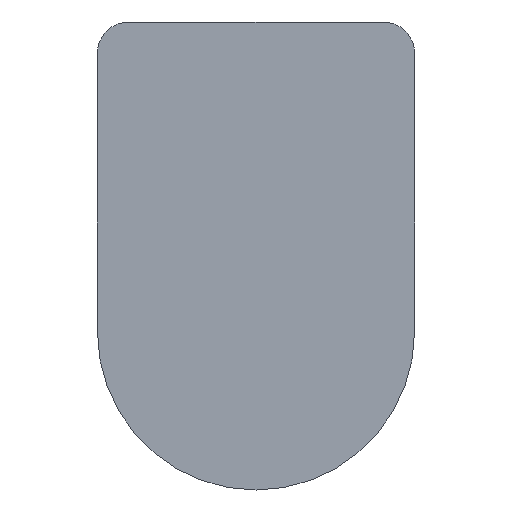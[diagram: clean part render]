
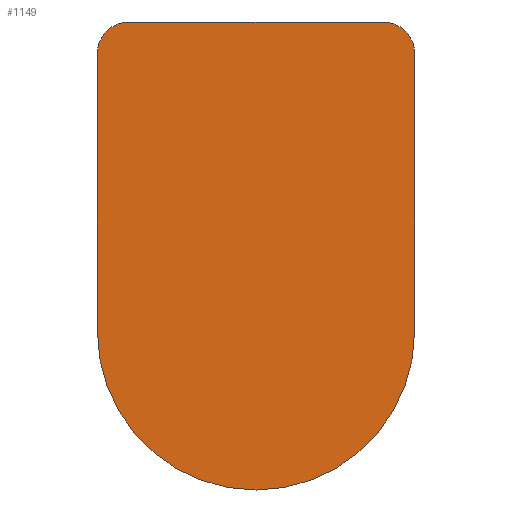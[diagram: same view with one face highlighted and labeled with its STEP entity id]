
A CAD part, front view. The second image highlights one B-rep face of the part: STEP entity #1149.
In plain terms, the highlighted planar face has unit normal (0, -1, 0).
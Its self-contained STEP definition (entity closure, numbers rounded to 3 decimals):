
#24 = CARTESIAN_POINT ( 'NONE',  ( -8.1, 0.05, 10.7 ) ) ;
#40 = VECTOR ( 'NONE', #413, 1000. ) ;
#54 = ORIENTED_EDGE ( 'NONE', *, *, #168, .F. ) ;
#57 = DIRECTION ( 'NONE',  ( 0., -1., 0. ) ) ;
#71 = CARTESIAN_POINT ( 'NONE',  ( 0., 0.05, -9. ) ) ;
#72 = CARTESIAN_POINT ( 'NONE',  ( -8.1, 0.05, 8.7 ) ) ;
#168 = EDGE_CURVE ( 'NONE', #1030, #343, #1220, .T. ) ;
#169 = ORIENTED_EDGE ( 'NONE', *, *, #534, .T. ) ;
#225 = LINE ( 'NONE', #843, #1298 ) ;
#283 = CARTESIAN_POINT ( 'NONE',  ( 0., 0.05, -19.1 ) ) ;
#285 = VERTEX_POINT ( 'NONE', #283 ) ;
#327 = AXIS2_PLACEMENT_3D ( 'NONE', #834, #57, #713 ) ;
#343 = VERTEX_POINT ( 'NONE', #580 ) ;
#413 = DIRECTION ( 'NONE',  ( 0., 0., 1. ) ) ;
#448 = DIRECTION ( 'NONE',  ( 0., 0., 1. ) ) ;
#452 = CARTESIAN_POINT ( 'NONE',  ( 10.1, 0.05, -9. ) ) ;
#487 = CIRCLE ( 'NONE', #1276, 2. ) ;
#492 = ORIENTED_EDGE ( 'NONE', *, *, #1418, .T. ) ;
#508 = FACE_OUTER_BOUND ( 'NONE', #571, .T. ) ;
#534 = EDGE_CURVE ( 'NONE', #285, #1121, #613, .T. ) ;
#548 = AXIS2_PLACEMENT_3D ( 'NONE', #71, #734, #1404 ) ;
#558 = PLANE ( 'NONE',  #1086 ) ;
#571 = EDGE_LOOP ( 'NONE', ( #492, #1340, #815, #1101, #54, #946, #169 ) ) ;
#580 = CARTESIAN_POINT ( 'NONE',  ( -10.1, 0.05, 8.7 ) ) ;
#587 = DIRECTION ( 'NONE',  ( 0., -1., 0. ) ) ;
#590 = EDGE_CURVE ( 'NONE', #1027, #820, #225, .T. ) ;
#600 = AXIS2_PLACEMENT_3D ( 'NONE', #1371, #587, #1253 ) ;
#613 = CIRCLE ( 'NONE', #548, 10.1 ) ;
#617 = EDGE_CURVE ( 'NONE', #1030, #285, #992, .T. ) ;
#663 = CARTESIAN_POINT ( 'NONE',  ( 9., 0.05, 9. ) ) ;
#697 = DIRECTION ( 'NONE',  ( 0., 0., 1. ) ) ;
#713 = DIRECTION ( 'NONE',  ( 0., 0., 1. ) ) ;
#714 = EDGE_CURVE ( 'NONE', #1027, #343, #487, .T. ) ;
#734 = DIRECTION ( 'NONE',  ( 0., -1., 0. ) ) ;
#735 = DIRECTION ( 'NONE',  ( 0., -1., 0. ) ) ;
#815 = ORIENTED_EDGE ( 'NONE', *, *, #590, .F. ) ;
#820 = VERTEX_POINT ( 'NONE', #837 ) ;
#834 = CARTESIAN_POINT ( 'NONE',  ( 0., 0.05, -9. ) ) ;
#837 = CARTESIAN_POINT ( 'NONE',  ( 8.1, 0.05, 10.7 ) ) ;
#843 = CARTESIAN_POINT ( 'NONE',  ( 0., 0.05, 10.7 ) ) ;
#920 = EDGE_CURVE ( 'NONE', #1363, #820, #1209, .T. ) ;
#946 = ORIENTED_EDGE ( 'NONE', *, *, #617, .T. ) ;
#953 = DIRECTION ( 'NONE',  ( 1., 0., 0. ) ) ;
#974 = CARTESIAN_POINT ( 'NONE',  ( 10.1, 0.05, 8.7 ) ) ;
#992 = CIRCLE ( 'NONE', #327, 10.1 ) ;
#1027 = VERTEX_POINT ( 'NONE', #24 ) ;
#1030 = VERTEX_POINT ( 'NONE', #1356 ) ;
#1086 = AXIS2_PLACEMENT_3D ( 'NONE', #663, #1225, #448 ) ;
#1101 = ORIENTED_EDGE ( 'NONE', *, *, #714, .T. ) ;
#1121 = VERTEX_POINT ( 'NONE', #452 ) ;
#1149 = ADVANCED_FACE ( 'NONE', ( #508 ), #558, .F. ) ;
#1186 = CARTESIAN_POINT ( 'NONE',  ( -10.1, 0.05, 9. ) ) ;
#1209 = CIRCLE ( 'NONE', #600, 2. ) ;
#1220 = LINE ( 'NONE', #1186, #40 ) ;
#1225 = DIRECTION ( 'NONE',  ( 0., 1., 0. ) ) ;
#1252 = CARTESIAN_POINT ( 'NONE',  ( 10.1, 0.05, 9. ) ) ;
#1253 = DIRECTION ( 'NONE',  ( 0., 0., 1. ) ) ;
#1276 = AXIS2_PLACEMENT_3D ( 'NONE', #72, #735, #1406 ) ;
#1298 = VECTOR ( 'NONE', #953, 1000. ) ;
#1340 = ORIENTED_EDGE ( 'NONE', *, *, #920, .T. ) ;
#1356 = CARTESIAN_POINT ( 'NONE',  ( -10.1, 0.05, -9. ) ) ;
#1361 = VECTOR ( 'NONE', #697, 1000. ) ;
#1363 = VERTEX_POINT ( 'NONE', #974 ) ;
#1371 = CARTESIAN_POINT ( 'NONE',  ( 8.1, 0.05, 8.7 ) ) ;
#1404 = DIRECTION ( 'NONE',  ( 0., 0., 1. ) ) ;
#1406 = DIRECTION ( 'NONE',  ( 0., 0., 1. ) ) ;
#1418 = EDGE_CURVE ( 'NONE', #1121, #1363, #1424, .T. ) ;
#1424 = LINE ( 'NONE', #1252, #1361 ) ;
